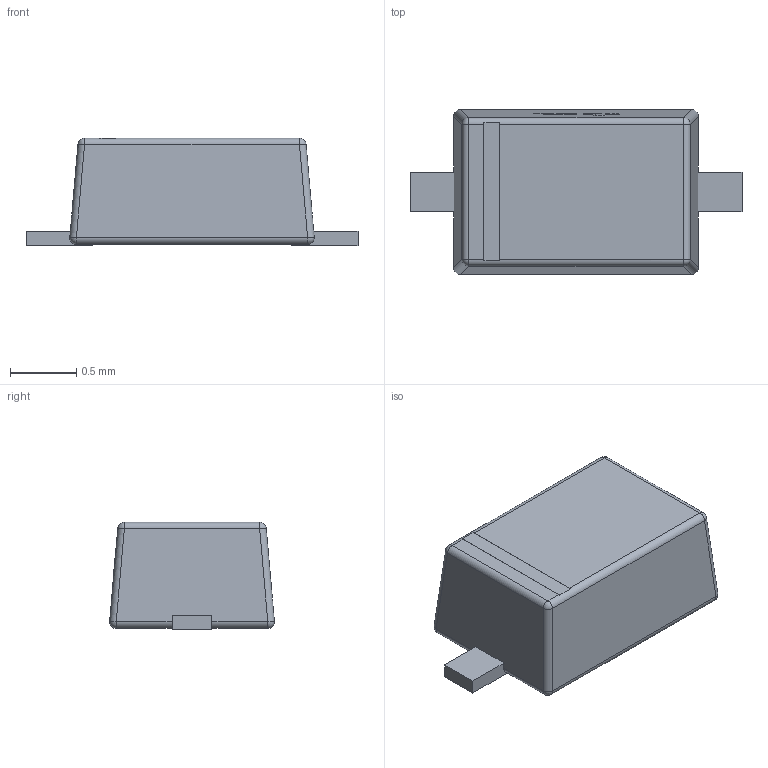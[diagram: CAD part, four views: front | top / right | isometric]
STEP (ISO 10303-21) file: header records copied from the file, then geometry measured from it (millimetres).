
FILE_DESCRIPTION (( 'STEP AP214' ), '1' );
FILE_NAME ('SOD-323_L1.9-W1.3-LS2.5-RD-1.step', '2022-07-29T07:51:40', ( '' ), ( '' ), 'SwSTEP 2.0', 'SolidWorks 2020', '' );
FILE_SCHEMA (( 'AUTOMOTIVE_DESIGN' ));
Length unit declared in the file: millimetre
Products named in the file (1): SOD-323_L1.9-W1.3-LS2.5-RD-1
Bounding box: 2.5 x 1.24 x 0.81 mm (x, y, z)
Volume: 1.7 mm3; surface area: 9.2 mm2
Topology: 1 solids, 1 shells, 270 faces, 731 edges, 478 vertices
Faces by surface type: plane 148, bspline 98, cylinder 16, sphere 8
Entity records: 11867 total; most frequent: CARTESIAN_POINT 2774, ORIENTED_EDGE 1446, DIRECTION 905, EDGE_CURVE 723, VECTOR 487, LINE 487, VERTEX_POINT 474, EDGE_LOOP 289
